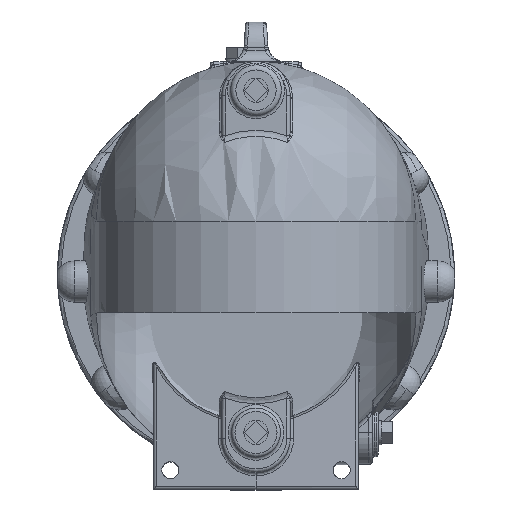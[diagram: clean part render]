
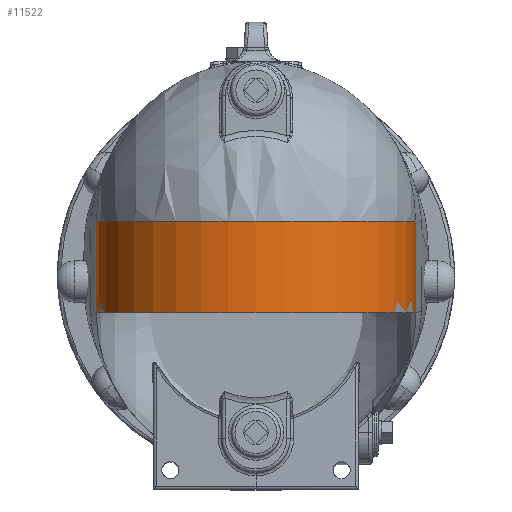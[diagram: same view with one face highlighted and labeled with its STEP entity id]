
A CAD part, top view. The second image highlights one B-rep face of the part: STEP entity #11522.
In plain terms, the highlighted cylindrical face has radius 140 mm (diameter 280 mm), a partial arc.
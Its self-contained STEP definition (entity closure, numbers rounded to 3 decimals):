
#1275=LINE('',#26530,#1698);
#1276=LINE('',#26575,#1699);
#1698=VECTOR('',#15316,80.);
#1699=VECTOR('',#15317,80.);
#2841=CYLINDRICAL_SURFACE('',#12659,140.);
#3506=FACE_OUTER_BOUND('',#4292,.T.);
#4292=EDGE_LOOP('',(#10687,#10688,#10689,#10690));
#4663=CIRCLE('',#12228,140.);
#4729=CIRCLE('',#12345,140.);
#5554=VERTEX_POINT('',#20841);
#5555=VERTEX_POINT('',#20843);
#5653=VERTEX_POINT('',#22100);
#5654=VERTEX_POINT('',#22102);
#6902=EDGE_CURVE('',#5555,#5554,#4663,.T.);
#7063=EDGE_CURVE('',#5653,#5654,#4729,.T.);
#7524=EDGE_CURVE('',#5555,#5653,#1275,.T.);
#7525=EDGE_CURVE('',#5554,#5654,#1276,.T.);
#10687=ORIENTED_EDGE('',*,*,#7063,.F.);
#10688=ORIENTED_EDGE('',*,*,#7524,.F.);
#10689=ORIENTED_EDGE('',*,*,#6902,.T.);
#10690=ORIENTED_EDGE('',*,*,#7525,.T.);
#11522=ADVANCED_FACE('',(#3506),#2841,.T.);
#12228=AXIS2_PLACEMENT_3D('',#20844,#14345,#14346);
#12345=AXIS2_PLACEMENT_3D('',#22103,#14608,#14609);
#12659=AXIS2_PLACEMENT_3D('',#26576,#15318,#15319);
#14345=DIRECTION('center_axis',(0.,1.,0.));
#14346=DIRECTION('ref_axis',(1.,0.,0.));
#14608=DIRECTION('center_axis',(0.,1.,0.));
#14609=DIRECTION('ref_axis',(1.,0.,0.));
#15316=DIRECTION('',(0.,1.,0.));
#15317=DIRECTION('',(0.,1.,0.));
#15318=DIRECTION('center_axis',(0.,1.,0.));
#15319=DIRECTION('ref_axis',(1.,0.,0.));
#20841=CARTESIAN_POINT('',(140.,140.,0.));
#20843=CARTESIAN_POINT('',(-140.,140.,0.));
#20844=CARTESIAN_POINT('Origin',(0.,140.,0.));
#22100=CARTESIAN_POINT('',(-140.,220.,0.));
#22102=CARTESIAN_POINT('',(140.,220.,0.));
#22103=CARTESIAN_POINT('Origin',(0.,220.,0.));
#26530=CARTESIAN_POINT('',(-140.,0.,0.));
#26575=CARTESIAN_POINT('',(140.,0.,0.));
#26576=CARTESIAN_POINT('Origin',(0.,0.,0.));
